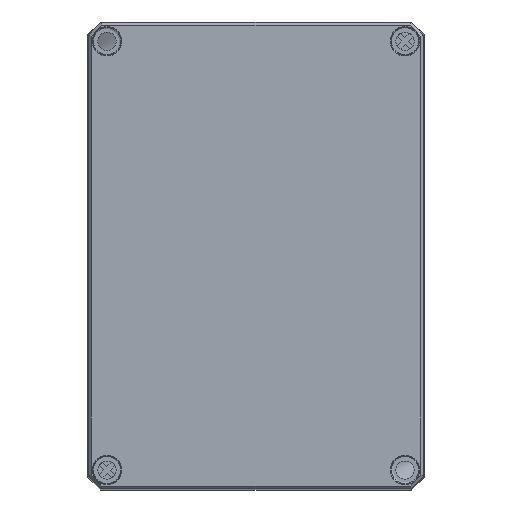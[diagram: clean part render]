
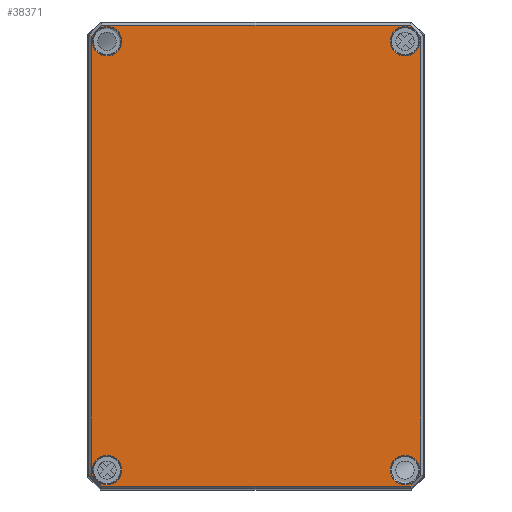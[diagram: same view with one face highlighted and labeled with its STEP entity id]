
A CAD part, top view. The second image highlights one B-rep face of the part: STEP entity #38371.
In plain terms, the highlighted planar face has unit normal (0, 0, 1).
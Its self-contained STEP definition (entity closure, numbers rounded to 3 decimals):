
#325=FACE_BOUND('',#12322,.T.);
#326=FACE_BOUND('',#12323,.T.);
#327=FACE_BOUND('',#12324,.T.);
#328=FACE_BOUND('',#12325,.T.);
#1079=PLANE('',#41380);
#3800=LINE('',#69018,#6774);
#3801=LINE('',#69020,#6775);
#3802=LINE('',#69022,#6776);
#3803=LINE('',#69024,#6777);
#3804=LINE('',#69026,#6778);
#3805=LINE('',#69028,#6779);
#3806=LINE('',#69030,#6780);
#3807=LINE('',#69031,#6781);
#6774=VECTOR('',#49466,10.);
#6775=VECTOR('',#49467,10.);
#6776=VECTOR('',#49468,10.);
#6777=VECTOR('',#49469,10.);
#6778=VECTOR('',#49470,10.);
#6779=VECTOR('',#49471,10.);
#6780=VECTOR('',#49472,10.);
#6781=VECTOR('',#49473,10.);
#9795=FACE_OUTER_BOUND('',#12321,.T.);
#12321=EDGE_LOOP('',(#33143,#33144,#33145,#33146,#33147,#33148,#33149,#33150));
#12322=EDGE_LOOP('',(#33151,#33152));
#12323=EDGE_LOOP('',(#33153,#33154));
#12324=EDGE_LOOP('',(#33155));
#12325=EDGE_LOOP('',(#33156));
#14968=CIRCLE('',#41375,5.672);
#14972=CIRCLE('',#41381,5.672);
#14973=CIRCLE('',#41382,5.672);
#14974=CIRCLE('',#41383,5.672);
#14975=CIRCLE('',#41384,5.672);
#14976=CIRCLE('',#41385,5.672);
#18343=VERTEX_POINT('',#69006);
#18346=VERTEX_POINT('',#69016);
#18347=VERTEX_POINT('',#69017);
#18348=VERTEX_POINT('',#69019);
#18349=VERTEX_POINT('',#69021);
#18350=VERTEX_POINT('',#69023);
#18351=VERTEX_POINT('',#69025);
#18352=VERTEX_POINT('',#69027);
#18353=VERTEX_POINT('',#69029);
#18354=VERTEX_POINT('',#69032);
#18355=VERTEX_POINT('',#69033);
#18356=VERTEX_POINT('',#69036);
#18357=VERTEX_POINT('',#69037);
#18358=VERTEX_POINT('',#69040);
#23365=EDGE_CURVE('',#18343,#18343,#14968,.T.);
#23370=EDGE_CURVE('',#18346,#18347,#3800,.T.);
#23371=EDGE_CURVE('',#18348,#18346,#3801,.T.);
#23372=EDGE_CURVE('',#18349,#18348,#3802,.T.);
#23373=EDGE_CURVE('',#18350,#18349,#3803,.T.);
#23374=EDGE_CURVE('',#18351,#18350,#3804,.T.);
#23375=EDGE_CURVE('',#18352,#18351,#3805,.T.);
#23376=EDGE_CURVE('',#18353,#18352,#3806,.T.);
#23377=EDGE_CURVE('',#18347,#18353,#3807,.T.);
#23378=EDGE_CURVE('',#18354,#18355,#14972,.T.);
#23379=EDGE_CURVE('',#18355,#18354,#14973,.T.);
#23380=EDGE_CURVE('',#18356,#18357,#14974,.T.);
#23381=EDGE_CURVE('',#18357,#18356,#14975,.T.);
#23382=EDGE_CURVE('',#18358,#18358,#14976,.T.);
#33143=ORIENTED_EDGE('',*,*,#23370,.F.);
#33144=ORIENTED_EDGE('',*,*,#23371,.F.);
#33145=ORIENTED_EDGE('',*,*,#23372,.F.);
#33146=ORIENTED_EDGE('',*,*,#23373,.F.);
#33147=ORIENTED_EDGE('',*,*,#23374,.F.);
#33148=ORIENTED_EDGE('',*,*,#23375,.F.);
#33149=ORIENTED_EDGE('',*,*,#23376,.F.);
#33150=ORIENTED_EDGE('',*,*,#23377,.F.);
#33151=ORIENTED_EDGE('',*,*,#23378,.F.);
#33152=ORIENTED_EDGE('',*,*,#23379,.F.);
#33153=ORIENTED_EDGE('',*,*,#23380,.F.);
#33154=ORIENTED_EDGE('',*,*,#23381,.F.);
#33155=ORIENTED_EDGE('',*,*,#23382,.F.);
#33156=ORIENTED_EDGE('',*,*,#23365,.F.);
#38371=ADVANCED_FACE('',(#9795,#325,#326,#327,#328),#1079,.T.);
#41375=AXIS2_PLACEMENT_3D('',#69007,#49453,#49454);
#41380=AXIS2_PLACEMENT_3D('',#69015,#49464,#49465);
#41381=AXIS2_PLACEMENT_3D('',#69034,#49474,#49475);
#41382=AXIS2_PLACEMENT_3D('',#69035,#49476,#49477);
#41383=AXIS2_PLACEMENT_3D('',#69038,#49478,#49479);
#41384=AXIS2_PLACEMENT_3D('',#69039,#49480,#49481);
#41385=AXIS2_PLACEMENT_3D('',#69041,#49482,#49483);
#49453=DIRECTION('center_axis',(0.,0.,1.));
#49454=DIRECTION('ref_axis',(-1.,0.,0.));
#49464=DIRECTION('center_axis',(0.,0.,1.));
#49465=DIRECTION('ref_axis',(1.,0.,0.));
#49466=DIRECTION('',(0.707,-0.707,0.));
#49467=DIRECTION('',(1.,0.,0.));
#49468=DIRECTION('',(0.707,0.707,0.));
#49469=DIRECTION('',(0.,1.,0.));
#49470=DIRECTION('',(-0.707,0.707,0.));
#49471=DIRECTION('',(-1.,0.,0.));
#49472=DIRECTION('',(-0.707,-0.707,0.));
#49473=DIRECTION('',(0.,-1.,0.));
#49474=DIRECTION('center_axis',(0.,0.,1.));
#49475=DIRECTION('ref_axis',(1.,0.,0.));
#49476=DIRECTION('center_axis',(0.,0.,1.));
#49477=DIRECTION('ref_axis',(1.,0.,0.));
#49478=DIRECTION('center_axis',(0.,0.,1.));
#49479=DIRECTION('ref_axis',(1.,0.,0.));
#49480=DIRECTION('center_axis',(0.,0.,1.));
#49481=DIRECTION('ref_axis',(1.,0.,0.));
#49482=DIRECTION('center_axis',(0.,0.,1.));
#49483=DIRECTION('ref_axis',(-1.,0.,0.));
#69006=CARTESIAN_POINT('',(-51.828,82.75,39.));
#69007=CARTESIAN_POINT('Origin',(-57.5,82.75,39.));
#69015=CARTESIAN_POINT('Origin',(0.,0.,
39.));
#69016=CARTESIAN_POINT('',(59.445,88.91,39.));
#69017=CARTESIAN_POINT('',(63.66,84.695,39.));
#69018=CARTESIAN_POINT('',(66.615,81.74,39.));
#69019=CARTESIAN_POINT('',(-59.445,88.91,39.));
#69020=CARTESIAN_POINT('',(-30.,88.91,39.));
#69021=CARTESIAN_POINT('',(-63.66,84.695,39.));
#69022=CARTESIAN_POINT('',(-69.115,79.24,39.));
#69023=CARTESIAN_POINT('',(-63.66,-84.695,39.));
#69024=CARTESIAN_POINT('',(-63.66,-42.625,39.));
#69025=CARTESIAN_POINT('',(-59.445,-88.91,39.));
#69026=CARTESIAN_POINT('',(-66.615,-81.74,39.));
#69027=CARTESIAN_POINT('',(59.445,-88.91,39.));
#69028=CARTESIAN_POINT('',(30.,-88.91,39.));
#69029=CARTESIAN_POINT('',(63.66,-84.695,39.));
#69030=CARTESIAN_POINT('',(69.115,-79.24,39.));
#69031=CARTESIAN_POINT('',(63.66,42.625,39.));
#69032=CARTESIAN_POINT('',(51.828,82.75,39.));
#69033=CARTESIAN_POINT('',(63.172,82.75,39.));
#69034=CARTESIAN_POINT('Origin',(57.5,82.75,39.));
#69035=CARTESIAN_POINT('Origin',(57.5,82.75,39.));
#69036=CARTESIAN_POINT('',(51.828,-82.75,39.));
#69037=CARTESIAN_POINT('',(63.172,-82.75,39.));
#69038=CARTESIAN_POINT('Origin',(57.5,-82.75,39.));
#69039=CARTESIAN_POINT('Origin',(57.5,-82.75,39.));
#69040=CARTESIAN_POINT('',(-51.828,-82.75,39.));
#69041=CARTESIAN_POINT('Origin',(-57.5,-82.75,39.));
